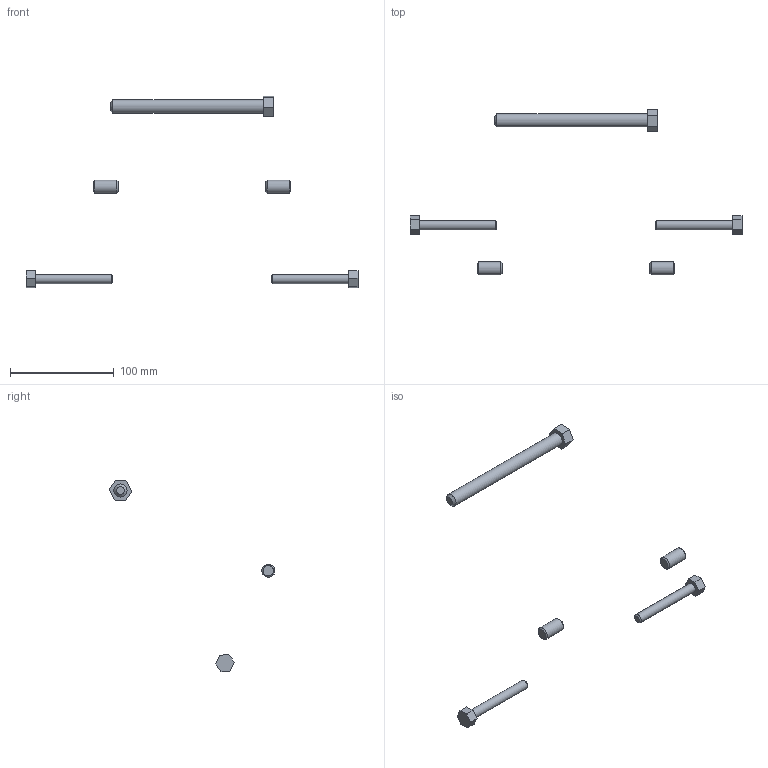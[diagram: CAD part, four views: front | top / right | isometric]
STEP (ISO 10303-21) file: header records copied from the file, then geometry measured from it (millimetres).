
FILE_DESCRIPTION( ( '' ), ' ' );
FILE_NAME( '5de631b3474f5a149d7a4d65.step', '2019-12-03T09:58:11', ( '' ), ( '' ), ' ', ' ', ' ' );
FILE_SCHEMA( ( 'AUTOMOTIVE_DESIGN { 1 0 10303 214 1 1 1 1 }' ) );
Length unit declared in the file: metre
Products named in the file (5): Part 27; Part 67; Part 59; Part 82; Part 81
Bounding box: 320.08 x 159.88 x 184.65 mm (x, y, z)
Volume: 40883.5 mm3; surface area: 15406.1 mm2
Topology: 5 solids, 5 shells, 43 faces, 87 edges, 57 vertices
Faces by surface type: plane 31, cone 7, cylinder 5
Full cylindrical faces by diameter (mm): 8.89 x2, 12.7 x3
Entity records: 1418 total; most frequent: DIRECTION 184, CARTESIAN_POINT 172, ORIENTED_EDGE 142, EDGE_CURVE 71, AXIS2_PLACEMENT_3D 65, EDGE_LOOP 58, LINE 54, VECTOR 54
